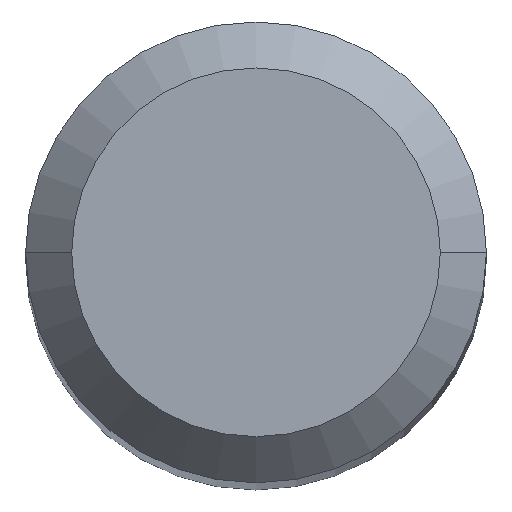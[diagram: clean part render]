
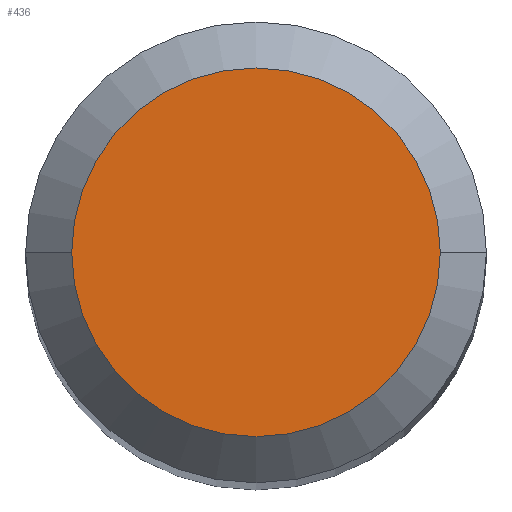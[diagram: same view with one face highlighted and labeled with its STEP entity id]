
A CAD part, top view. The second image highlights one B-rep face of the part: STEP entity #436.
In plain terms, the highlighted planar face has unit normal (0, 0, 1).
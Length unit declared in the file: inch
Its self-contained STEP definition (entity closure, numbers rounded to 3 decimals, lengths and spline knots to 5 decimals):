
#19 = AXIS2_PLACEMENT_3D ( 'NONE', #232, #109, #191 ) ;
#26 = ORIENTED_EDGE ( 'NONE', *, *, #154, .T. ) ;
#74 = CARTESIAN_POINT ( 'NONE',  ( 0., 0., 0. ) ) ;
#78 = DIRECTION ( 'NONE',  ( 1., 0., 0. ) ) ;
#109 = DIRECTION ( 'NONE',  ( 0., 0., 1. ) ) ;
#123 = ORIENTED_EDGE ( 'NONE', *, *, #227, .T. ) ;
#154 = EDGE_CURVE ( 'NONE', #332, #254, #390, .T. ) ;
#191 = DIRECTION ( 'NONE',  ( 1., 0., 0. ) ) ;
#194 = CARTESIAN_POINT ( 'NONE',  ( 0., 0., 0. ) ) ;
#197 = FACE_OUTER_BOUND ( 'NONE', #434, .T. ) ;
#222 = CARTESIAN_POINT ( 'NONE',  ( -0.063, 0., 0. ) ) ;
#227 = EDGE_CURVE ( 'NONE', #254, #332, #428, .T. ) ;
#232 = CARTESIAN_POINT ( 'NONE',  ( 0., 0., 0. ) ) ;
#242 = DIRECTION ( 'NONE',  ( 0., 0., -1. ) ) ;
#254 = VERTEX_POINT ( 'NONE', #222 ) ;
#332 = VERTEX_POINT ( 'NONE', #480 ) ;
#341 = DIRECTION ( 'NONE',  ( -1., 0., 0. ) ) ;
#390 = CIRCLE ( 'NONE', #19, 0.063 ) ;
#414 = AXIS2_PLACEMENT_3D ( 'NONE', #74, #489, #78 ) ;
#423 = PLANE ( 'NONE',  #431 ) ;
#428 = CIRCLE ( 'NONE', #414, 0.063 ) ;
#431 = AXIS2_PLACEMENT_3D ( 'NONE', #194, #242, #341 ) ;
#434 = EDGE_LOOP ( 'NONE', ( #123, #26 ) ) ;
#436 = ADVANCED_FACE ( 'NONE', ( #197 ), #423, .F. ) ;
#480 = CARTESIAN_POINT ( 'NONE',  ( 0.063, 0., 0. ) ) ;
#489 = DIRECTION ( 'NONE',  ( 0., 0., 1. ) ) ;
